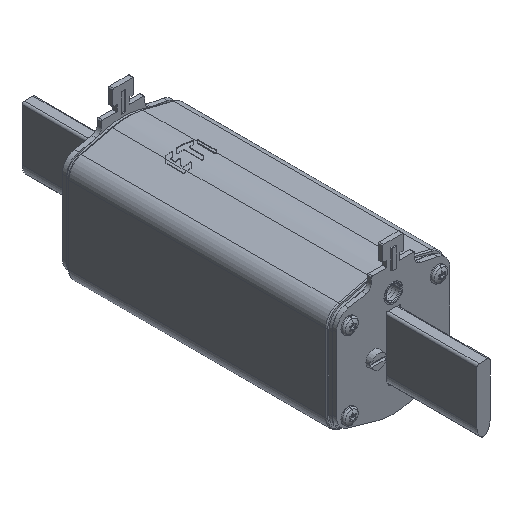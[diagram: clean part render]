
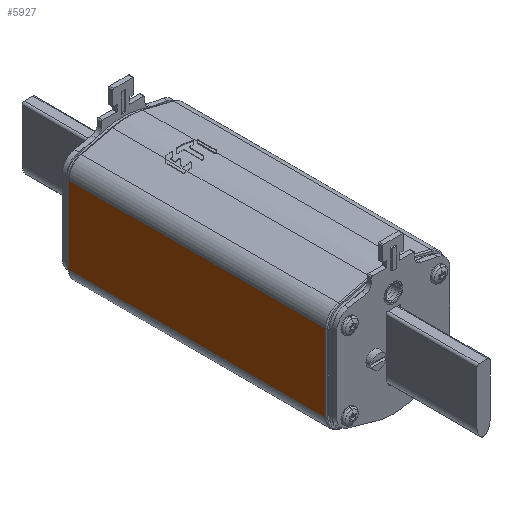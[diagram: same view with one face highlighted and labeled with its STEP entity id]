
A CAD part, isometric view. The second image highlights one B-rep face of the part: STEP entity #5927.
In plain terms, the highlighted face is planar.
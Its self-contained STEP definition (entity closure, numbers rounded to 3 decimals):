
#1050=DIRECTION('',(0.,0.,-1.));
#1051=VECTOR('',#1050,35.626);
#1052=CARTESIAN_POINT('',(-59.,27.,17.813));
#1053=LINE('',#1052,#1051);
#1057=DIRECTION('',(1.,0.,0.));
#1058=VECTOR('',#1057,118.);
#1059=CARTESIAN_POINT('',(-59.,27.,-17.813));
#1060=LINE('',#1059,#1058);
#1064=DIRECTION('',(0.,0.,1.));
#1065=VECTOR('',#1064,35.626);
#1066=CARTESIAN_POINT('',(59.,27.,-17.813));
#1067=LINE('',#1066,#1065);
#3011=DIRECTION('',(1.,0.,0.));
#3012=VECTOR('',#3011,118.);
#3013=CARTESIAN_POINT('',(-59.,27.,17.813));
#3014=LINE('',#3013,#3012);
#4176=CARTESIAN_POINT('',(-59.,27.,-17.813));
#4178=VERTEX_POINT('',#4176);
#4218=CARTESIAN_POINT('',(-59.,27.,17.813));
#4219=VERTEX_POINT('',#4218);
#4224=CARTESIAN_POINT('',(59.,27.,17.813));
#4226=VERTEX_POINT('',#4224);
#4266=CARTESIAN_POINT('',(59.,27.,-17.813));
#4267=VERTEX_POINT('',#4266);
#5913=CARTESIAN_POINT('',(-59.5,27.,-17.813));
#5914=DIRECTION('',(0.,1.,0.));
#5915=DIRECTION('',(0.,0.,1.));
#5916=AXIS2_PLACEMENT_3D('',#5913,#5914,#5915);
#5917=PLANE('',#5916);
#5918=ORIENTED_EDGE('',*,*,#5900,.T.);
#5920=ORIENTED_EDGE('',*,*,#5919,.T.);
#5922=ORIENTED_EDGE('',*,*,#5921,.T.);
#5924=ORIENTED_EDGE('',*,*,#5923,.F.);
#5925=EDGE_LOOP('',(#5918,#5920,#5922,#5924));
#5926=FACE_OUTER_BOUND('',#5925,.F.);
#5900=EDGE_CURVE('',#4219,#4178,#1053,.T.);
#5919=EDGE_CURVE('',#4178,#4267,#1060,.T.);
#5921=EDGE_CURVE('',#4267,#4226,#1067,.T.);
#5923=EDGE_CURVE('',#4219,#4226,#3014,.T.);
#5927=ADVANCED_FACE('',(#5926),#5917,.T.);
